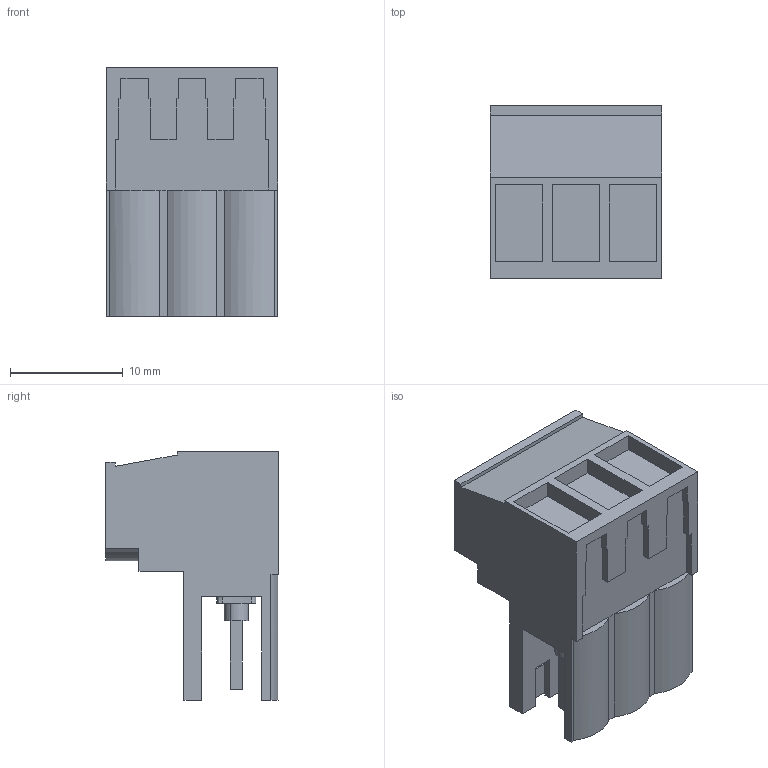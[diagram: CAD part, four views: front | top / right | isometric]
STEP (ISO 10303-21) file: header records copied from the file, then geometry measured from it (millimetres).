
FILE_DESCRIPTION(('CATIA V5 STEP','CAx-IF Rec.Pracs.--- Model Styling and Organization---1.2---2011-12-15'),'2;1');
FILE_NAME ('D1453747_0_1627100000_1627100000.stp','2017-06-01T06:34:23+00:00',('none'),('Weidmueller'),'CATIA Version 5-6 Release 2014','CATIA V5 STEP AP214','none');
FILE_SCHEMA(('AUTOMOTIVE_DESIGN { 1 0 10303 214 1 1 1 1 }'));
Length unit declared in the file: millimetre
Products named in the file (1): 1627100000
Bounding box: 15.24 x 15.3 x 22.05 mm (x, y, z)
Volume: 2606 mm3; surface area: 2521.2 mm2
Topology: 7 solids, 7 shells, 230 faces, 614 edges, 410 vertices
Faces by surface type: plane 179, cylinder 39, extrusion 12
Entity records: 7177 total; most frequent: CARTESIAN_POINT 1607, ORIENTED_EDGE 1228, DIRECTION 950, EDGE_CURVE 614, VECTOR 510, LINE 498, VERTEX_POINT 410, AXIS2_PLACEMENT_3D 267
